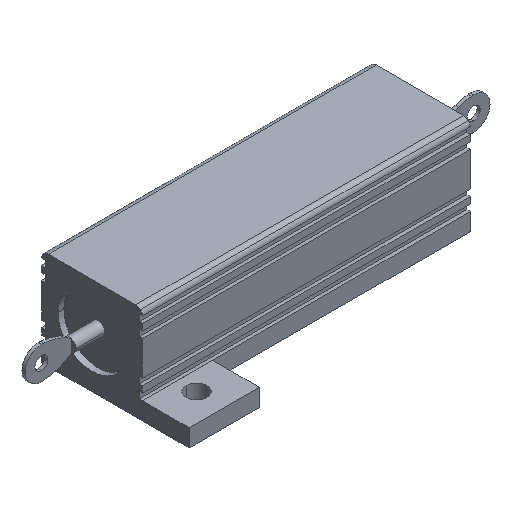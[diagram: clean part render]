
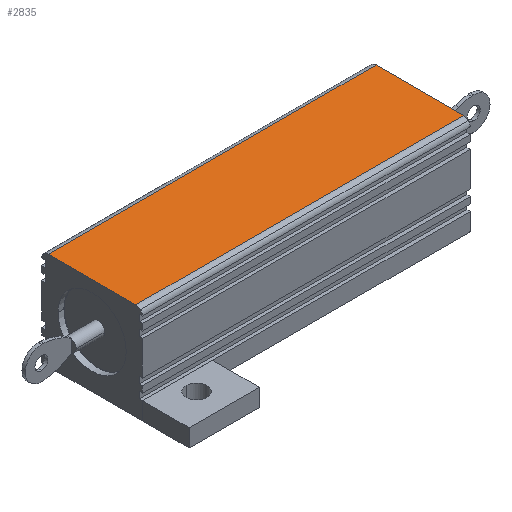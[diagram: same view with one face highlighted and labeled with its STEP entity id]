
A CAD part, isometric view. The second image highlights one B-rep face of the part: STEP entity #2835.
In plain terms, the highlighted planar face has unit normal (0, 0, 1).
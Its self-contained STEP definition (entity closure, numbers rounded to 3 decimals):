
#1509=CARTESIAN_POINT('',(25.25,-6.75,15.0));
#1510=VERTEX_POINT('',#1509);
#1518=CARTESIAN_POINT('',(-25.25,-6.75,15.0));
#1519=VERTEX_POINT('',#1518);
#1520=CARTESIAN_POINT('',(25.25,-6.75,15.0));
#1521=DIRECTION('',(-1.0,0.0,0.0));
#1522=VECTOR('',#1521,50.5);
#1523=LINE('',#1520,#1522);
#1524=EDGE_CURVE('',#1510,#1519,#1523,.T.);
#1551=CARTESIAN_POINT('',(-25.25,6.75,15.0));
#1552=VERTEX_POINT('',#1551);
#1560=CARTESIAN_POINT('',(25.25,6.75,15.0));
#1561=VERTEX_POINT('',#1560);
#1562=CARTESIAN_POINT('',(-25.25,6.75,15.0));
#1563=DIRECTION('',(1.0,0.0,0.0));
#1564=VECTOR('',#1563,50.5);
#1565=LINE('',#1562,#1564);
#1566=EDGE_CURVE('',#1552,#1561,#1565,.T.);
#1617=CARTESIAN_POINT('',(25.25,6.75,15.0));
#1618=DIRECTION('',(0.0,-1.0,0.0));
#1619=VECTOR('',#1618,13.5);
#1620=LINE('',#1617,#1619);
#1621=EDGE_CURVE('',#1561,#1510,#1620,.T.);
#2748=CARTESIAN_POINT('',(-25.25,-6.75,15.0));
#2749=DIRECTION('',(0.0,1.0,0.0));
#2750=VECTOR('',#2749,13.5);
#2751=LINE('',#2748,#2750);
#2752=EDGE_CURVE('',#1519,#1552,#2751,.T.);
#2824=CARTESIAN_POINT('',(0.,0.,15.0));
#2825=DIRECTION('',(0.0,0.0,1.0));
#2826=DIRECTION('',(0.0,-1.0,0.0));
#2827=AXIS2_PLACEMENT_3D('',#2824,#2825,#2826);
#2828=PLANE('',#2827);
#2829=ORIENTED_EDGE('',*,*,#1566,.F.);
#2830=ORIENTED_EDGE('',*,*,#2752,.F.);
#2831=ORIENTED_EDGE('',*,*,#1524,.F.);
#2832=ORIENTED_EDGE('',*,*,#1621,.F.);
#2833=EDGE_LOOP('',(#2829,#2830,#2831,#2832));
#2834=FACE_OUTER_BOUND('',#2833,.T.);
#2835=ADVANCED_FACE('',(#2834),#2828,.T.);
